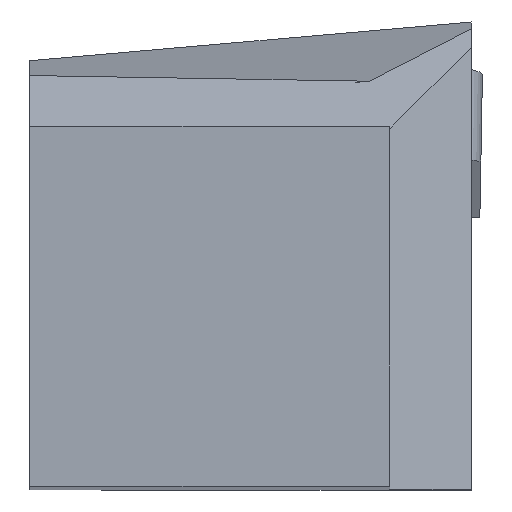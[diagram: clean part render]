
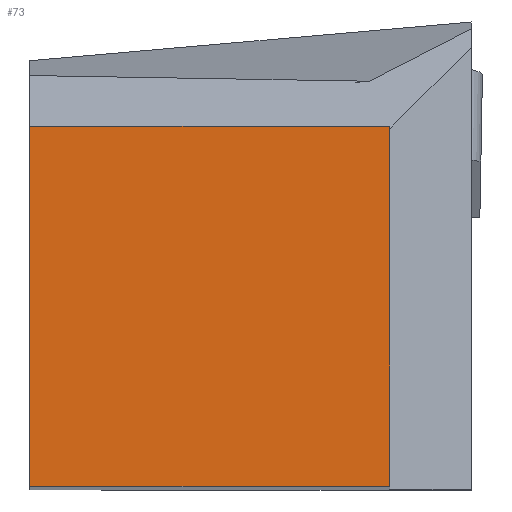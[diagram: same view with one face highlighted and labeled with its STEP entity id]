
A CAD part, top view. The second image highlights one B-rep face of the part: STEP entity #73.
In plain terms, the highlighted planar face has unit normal (0, 0, 1).
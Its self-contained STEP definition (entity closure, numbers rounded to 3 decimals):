
#73=ADVANCED_FACE('',(#152),#115,.F.);
#115=PLANE('',#842);
#152=FACE_OUTER_BOUND('',#194,.T.);
#194=EDGE_LOOP('',(#236,#237,#238,#239));
#236=ORIENTED_EDGE('',*,*,#521,.F.);
#237=ORIENTED_EDGE('',*,*,#522,.F.);
#238=ORIENTED_EDGE('',*,*,#523,.T.);
#239=ORIENTED_EDGE('',*,*,#524,.T.);
#450=VERTEX_POINT('',#1113);
#451=VERTEX_POINT('',#1114);
#452=VERTEX_POINT('',#1116);
#453=VERTEX_POINT('',#1118);
#521=EDGE_CURVE('',#450,#451,#628,.T.);
#522=EDGE_CURVE('',#452,#450,#629,.T.);
#523=EDGE_CURVE('',#452,#453,#630,.T.);
#524=EDGE_CURVE('',#453,#451,#631,.T.);
#628=LINE('',#1112,#721);
#629=LINE('',#1115,#722);
#630=LINE('',#1117,#723);
#631=LINE('',#1119,#724);
#721=VECTOR('',#905,1.);
#722=VECTOR('',#906,1.);
#723=VECTOR('',#907,1.);
#724=VECTOR('',#908,1.);
#842=AXIS2_PLACEMENT_3D('',#1120,#909,#910);
#905=DIRECTION('',(0.,-1.,0.));
#906=DIRECTION('',(1.,0.,0.));
#907=DIRECTION('',(0.,-1.,0.));
#908=DIRECTION('',(1.,0.,0.));
#909=DIRECTION('',(0.,0.,-1.));
#910=DIRECTION('',(0.,-1.,0.));
#1112=CARTESIAN_POINT('',(12.65,-25.3,98.401));
#1113=CARTESIAN_POINT('',(12.65,0.,98.401));
#1114=CARTESIAN_POINT('',(12.65,-25.3,98.401));
#1115=CARTESIAN_POINT('',(12.65,0.,98.401));
#1116=CARTESIAN_POINT('',(-12.65,0.,98.401));
#1117=CARTESIAN_POINT('',(-12.65,-25.3,98.401));
#1118=CARTESIAN_POINT('',(-12.65,-25.3,98.401));
#1119=CARTESIAN_POINT('',(12.65,-25.3,98.401));
#1120=CARTESIAN_POINT('',(12.65,0.,98.401));
